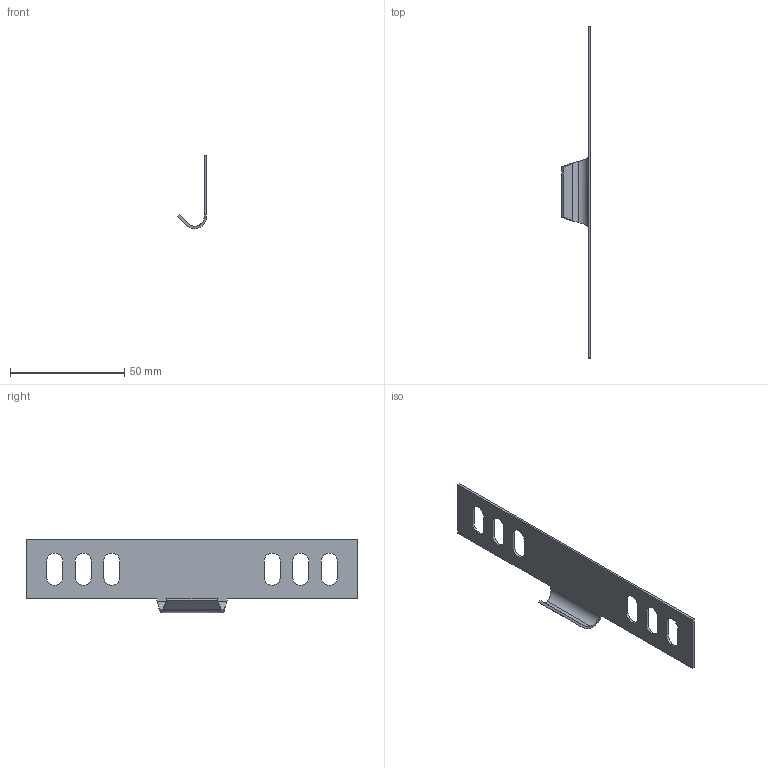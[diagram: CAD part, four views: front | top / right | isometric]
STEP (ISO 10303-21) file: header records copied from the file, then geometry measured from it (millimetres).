
FILE_DESCRIPTION (( 'STEP AP214' ), '1' );
FILE_NAME ('7108052.stp', '2018-11-29T09:27:07', ( '' ), ( '' ), 'SwSTEP 2.0', 'SolidWorks 2018', '' );
FILE_SCHEMA (( 'AUTOMOTIVE_DESIGN' ));
Length unit declared in the file: millimetre
Products named in the file (1): 7108052
Bounding box: 12.5 x 145 x 32 mm (x, y, z)
Volume: 3700.6 mm3; surface area: 7985.7 mm2
Topology: 1 solids, 1 shells, 50 faces, 136 edges, 88 vertices
Faces by surface type: plane 26, cylinder 22, bspline 2
Entity records: 1746 total; most frequent: CARTESIAN_POINT 421, ORIENTED_EDGE 272, DIRECTION 258, EDGE_CURVE 136, LINE 88, VERTEX_POINT 88, VECTOR 88, AXIS2_PLACEMENT_3D 85
